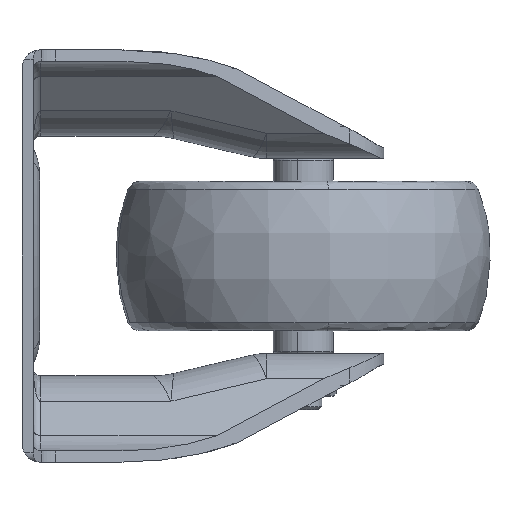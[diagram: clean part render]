
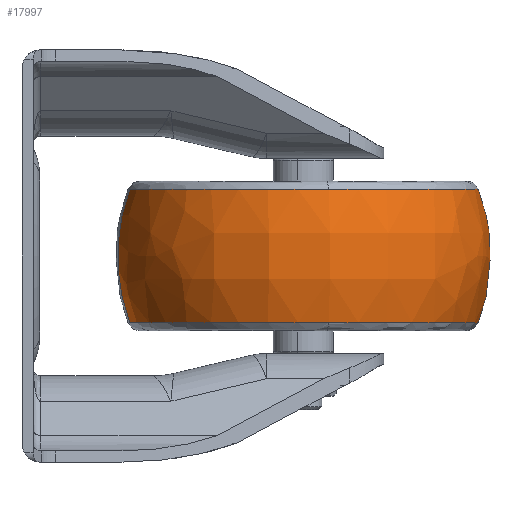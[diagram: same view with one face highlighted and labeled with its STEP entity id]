
A CAD part, left-side view. The second image highlights one B-rep face of the part: STEP entity #17997.
In plain terms, the highlighted free-form (B-spline) face has degree [3, 3] with [4, 4] control points.
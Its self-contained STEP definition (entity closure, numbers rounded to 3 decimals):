
#1412 = CIRCLE ( 'NONE', #11177, 50. ) ;
#3117 = ORIENTED_EDGE ( 'NONE', *, *, #10439, .T. ) ;
#3338 = CARTESIAN_POINT ( 'NONE',  ( 0., -75., -17.742 ) ) ;
#3983 = CARTESIAN_POINT ( 'NONE',  ( 6.77, -121.254, 17.742 ) ) ;
#4052 = DIRECTION ( 'NONE',  ( -0.989, -0.145, 0. ) ) ;
#4208 = CARTESIAN_POINT ( 'NONE',  ( 0., -75., 0. ) ) ;
#4388 = AXIS2_PLACEMENT_3D ( 'NONE', #21757, #15034, #20078 ) ;
#4492 = AXIS2_PLACEMENT_3D ( 'NONE', #19683, #14545, #16474 ) ;
#4611 = CIRCLE ( 'NONE', #4388, 46.746 ) ;
#4778 = CIRCLE ( 'NONE', #19121, 50. ) ;
#5214 = VERTEX_POINT ( 'NONE', #17489 ) ;
#5346 = VERTEX_POINT ( 'NONE', #11353 ) ;
#5512 = AXIS2_PLACEMENT_3D ( 'NONE', #7552, #14366, #19505 ) ;
#5655 = CARTESIAN_POINT ( 'NONE',  ( -85.738, -134.793, 17.742 ) ) ;
#6482 = DIRECTION ( 'NONE',  ( 0.145, -0.989, 0. ) ) ;
#6566 = CARTESIAN_POINT ( 'NONE',  ( 6.77, -121.254, -17.742 ) ) ;
#6837 = ORIENTED_EDGE ( 'NONE', *, *, #21166, .T. ) ;
#6981 = CARTESIAN_POINT ( 'NONE',  ( 0., -75., 0. ) ) ;
#7171 = CARTESIAN_POINT ( 'NONE',  ( 7.405, -125.595, -6.182 ) ) ;
#7552 = CARTESIAN_POINT ( 'NONE',  ( 0., -75., 17.742 ) ) ;
#8492 = EDGE_CURVE ( 'NONE', #5346, #20305, #4611, .T. ) ;
#8730 = CARTESIAN_POINT ( 'NONE',  ( -85.738, -134.793, -17.742 ) ) ;
#8799 = CARTESIAN_POINT ( 'NONE',  ( 6.77, -121.254, -17.742 ) ) ;
#8883 = CARTESIAN_POINT ( 'NONE',  ( -7.405, -24.405, -6.182 ) ) ;
#8956 = CARTESIAN_POINT ( 'NONE',  ( -108.594, -39.215, -6.182 ) ) ;
#9030 = CARTESIAN_POINT ( 'NONE',  ( -99.277, -42.285, 17.742 ) ) ;
#9189 = VERTEX_POINT ( 'NONE', #6566 ) ;
#9776 =( BOUNDED_SURFACE ( )  B_SPLINE_SURFACE ( 3, 3, ( 
 ( #8799, #8730, #20672, #19132 ),
 ( #7171, #12227, #8956, #8883 ),
 ( #20734, #20816, #12399, #12160 ),
 ( #3983, #5655, #9030, #20884 ) ),
 .UNSPECIFIED., .F., .F., .F. ) 
 B_SPLINE_SURFACE_WITH_KNOTS ( ( 4, 4 ),
 ( 4, 4 ),
 ( 0., 1. ),
 ( 0., 1. ),
 .UNSPECIFIED. ) 
 GEOMETRIC_REPRESENTATION_ITEM ( )  RATIONAL_B_SPLINE_SURFACE ( (
 ( 1., 0.333, 0.333, 1.),
 ( 0.957, 0.319, 0.319, 0.957),
 ( 0.957, 0.319, 0.319, 0.957),
 ( 1., 0.333, 0.333, 1.) ) ) 
 REPRESENTATION_ITEM ( '' )  SURFACE ( )  );
#10097 = DIRECTION ( 'NONE',  ( 0., 0., -1. ) ) ;
#10171 = DIRECTION ( 'NONE',  ( 0.989, 0.145, 0. ) ) ;
#10261 = ORIENTED_EDGE ( 'NONE', *, *, #12367, .T. ) ;
#10439 = EDGE_CURVE ( 'NONE', #9189, #20361, #1412, .T. ) ;
#10657 = CIRCLE ( 'NONE', #4492, 46.746 ) ;
#10969 = ORIENTED_EDGE ( 'NONE', *, *, #8492, .T. ) ;
#11177 = AXIS2_PLACEMENT_3D ( 'NONE', #4208, #4052, #20877 ) ;
#11353 = CARTESIAN_POINT ( 'NONE',  ( -46.254, -81.77, 17.742 ) ) ;
#12160 = CARTESIAN_POINT ( 'NONE',  ( -7.405, -24.405, 6.182 ) ) ;
#12227 = CARTESIAN_POINT ( 'NONE',  ( -93.785, -140.405, -6.182 ) ) ;
#12367 = EDGE_CURVE ( 'NONE', #13068, #9189, #21892, .T. ) ;
#12399 = CARTESIAN_POINT ( 'NONE',  ( -108.594, -39.215, 6.182 ) ) ;
#13068 = VERTEX_POINT ( 'NONE', #18765 ) ;
#13198 = ORIENTED_EDGE ( 'NONE', *, *, #18040, .T. ) ;
#13961 = ORIENTED_EDGE ( 'NONE', *, *, #15099, .F. ) ;
#14366 = DIRECTION ( 'NONE',  ( 0., 0., -1. ) ) ;
#14545 = DIRECTION ( 'NONE',  ( 0., 0., 1. ) ) ;
#15034 = DIRECTION ( 'NONE',  ( 0., 0., -1. ) ) ;
#15099 = EDGE_CURVE ( 'NONE', #5214, #20305, #4778, .T. ) ;
#15601 = AXIS2_PLACEMENT_3D ( 'NONE', #3338, #21811, #6482 ) ;
#16135 = CARTESIAN_POINT ( 'NONE',  ( -6.77, -28.746, 17.742 ) ) ;
#16425 = CARTESIAN_POINT ( 'NONE',  ( 6.77, -121.254, 17.742 ) ) ;
#16474 = DIRECTION ( 'NONE',  ( 0.145, -0.989, 0. ) ) ;
#17337 = CIRCLE ( 'NONE', #5512, 46.746 ) ;
#17489 = CARTESIAN_POINT ( 'NONE',  ( -6.77, -28.746, -17.742 ) ) ;
#17997 = ADVANCED_FACE ( 'NONE', ( #20500 ), #9776, .T. ) ;
#18030 = EDGE_LOOP ( 'NONE', ( #13961, #6837, #10261, #3117, #13198, #10969 ) ) ;
#18040 = EDGE_CURVE ( 'NONE', #20361, #5346, #17337, .T. ) ;
#18765 = CARTESIAN_POINT ( 'NONE',  ( -46.254, -81.77, -17.742 ) ) ;
#19121 = AXIS2_PLACEMENT_3D ( 'NONE', #6981, #10171, #10097 ) ;
#19132 = CARTESIAN_POINT ( 'NONE',  ( -6.77, -28.746, -17.742 ) ) ;
#19505 = DIRECTION ( 'NONE',  ( 0.145, -0.989, 0. ) ) ;
#19683 = CARTESIAN_POINT ( 'NONE',  ( 0., -75., -17.742 ) ) ;
#20078 = DIRECTION ( 'NONE',  ( 0.145, -0.989, 0. ) ) ;
#20305 = VERTEX_POINT ( 'NONE', #16135 ) ;
#20361 = VERTEX_POINT ( 'NONE', #16425 ) ;
#20500 = FACE_OUTER_BOUND ( 'NONE', #18030, .T. ) ;
#20672 = CARTESIAN_POINT ( 'NONE',  ( -99.277, -42.285, -17.742 ) ) ;
#20734 = CARTESIAN_POINT ( 'NONE',  ( 7.405, -125.595, 6.182 ) ) ;
#20816 = CARTESIAN_POINT ( 'NONE',  ( -93.785, -140.405, 6.182 ) ) ;
#20877 = DIRECTION ( 'NONE',  ( 0., 0., -1. ) ) ;
#20884 = CARTESIAN_POINT ( 'NONE',  ( -6.77, -28.746, 17.742 ) ) ;
#21166 = EDGE_CURVE ( 'NONE', #5214, #13068, #10657, .T. ) ;
#21757 = CARTESIAN_POINT ( 'NONE',  ( 0., -75., 17.742 ) ) ;
#21811 = DIRECTION ( 'NONE',  ( 0., 0., 1. ) ) ;
#21892 = CIRCLE ( 'NONE', #15601, 46.746 ) ;
